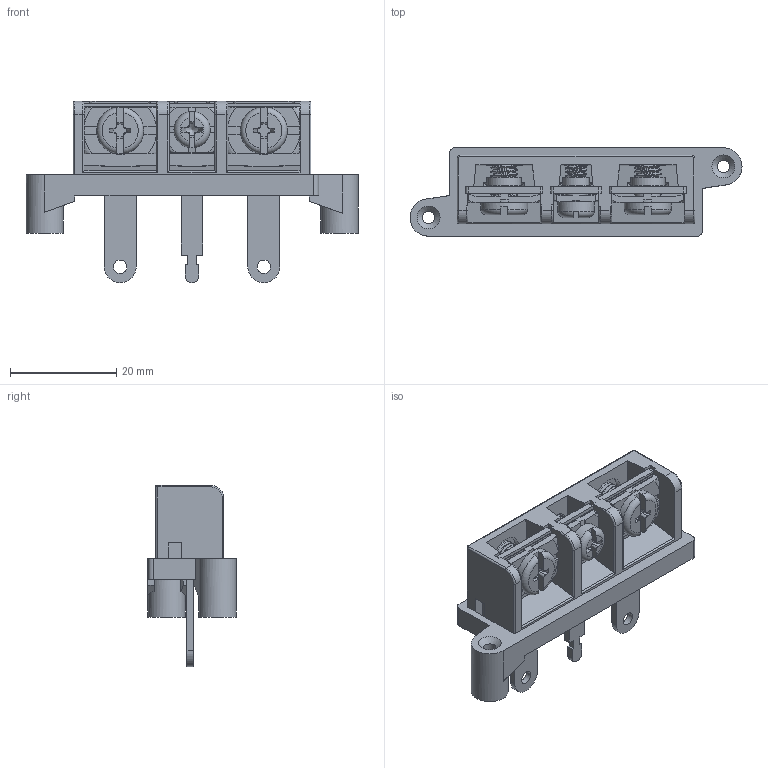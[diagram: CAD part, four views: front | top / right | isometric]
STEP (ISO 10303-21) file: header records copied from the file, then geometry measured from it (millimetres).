
FILE_DESCRIPTION( ( 'Unknown' ), '1' );
FILE_NAME( 'TED-32D-03G.stp', 'Unknown', ( 'Unknown' ), ( 'Unknown' ), 'XStep 1.0', 'Unknown', ' ' );
FILE_SCHEMA( ( 'automotive_design' ) );
Length unit declared in the file: millimetre
Products named in the file (1): 1
Bounding box: 62.4 x 16.6 x 34.1 mm (x, y, z)
Volume: 7495.7 mm3; surface area: 10421.6 mm2
Topology: 1 solids, 1 shells, 794 faces, 2334 edges, 1518 vertices
Faces by surface type: plane 607, cylinder 110, torus 32, bspline 22, cone 15, revolution 8
Full cylindrical faces by diameter (mm): 0.591 x1, 2.3 x2, 2.5 x2, 4 x2, 5 x3, 6.5 x2, 6.8 x1, 7 x2, 8.8 x2
Entity records: 35430 total; most frequent: CARTESIAN_POINT 8186, ORIENTED_EDGE 4598, DIRECTION 4076, EDGE_CURVE 2299, LINE 1620, VECTOR 1620, VERTEX_POINT 1507, AXIS2_PLACEMENT_3D 1224
